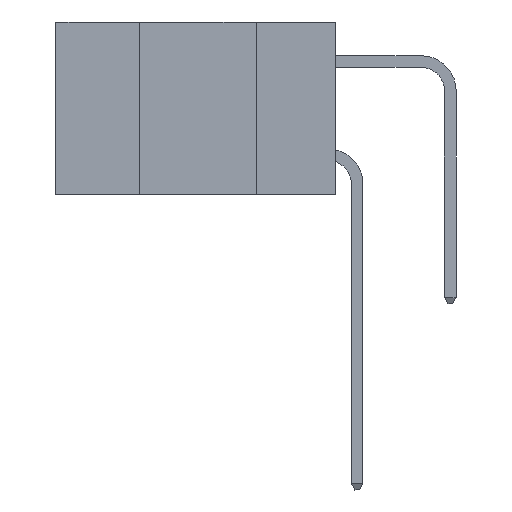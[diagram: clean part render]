
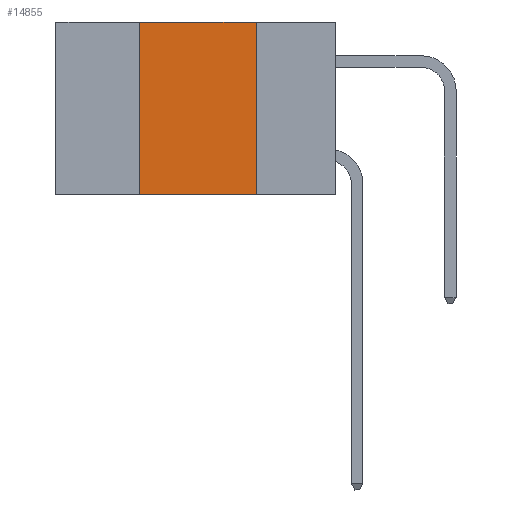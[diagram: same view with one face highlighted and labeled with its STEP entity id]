
A CAD part, left-side view. The second image highlights one B-rep face of the part: STEP entity #14855.
In plain terms, the highlighted planar face has unit normal (-1, 0, 0).
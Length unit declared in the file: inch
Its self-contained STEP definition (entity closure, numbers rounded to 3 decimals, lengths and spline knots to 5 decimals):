
#3888 = DIRECTION ( 'NONE',  ( 0., -1., 0. ) ) ;
#4131 = CARTESIAN_POINT ( 'NONE',  ( 0., 0.17, 0. ) ) ;
#4841 = DIRECTION ( 'NONE',  ( 0., 0., 1. ) ) ;
#5483 = EDGE_CURVE ( 'NONE', #29551, #18012, #25498, .T. ) ;
#5949 = CARTESIAN_POINT ( 'NONE',  ( 0., 0.42, 0. ) ) ;
#6112 = CARTESIAN_POINT ( 'NONE',  ( 0., 0.17, 0. ) ) ;
#7172 = CARTESIAN_POINT ( 'NONE',  ( 0., 0.6, 0. ) ) ;
#10640 = DIRECTION ( 'NONE',  ( 0., 0., -1. ) ) ;
#11230 = VECTOR ( 'NONE', #3888, 39.37008 ) ;
#14855 = ADVANCED_FACE ( 'NONE', ( #33249 ), #33467, .F. ) ;
#14868 = CARTESIAN_POINT ( 'NONE',  ( 0., 0.42, 0. ) ) ;
#15515 = ORIENTED_EDGE ( 'NONE', *, *, #18727, .F. ) ;
#17406 = LINE ( 'NONE', #4131, #37589 ) ;
#18012 = VERTEX_POINT ( 'NONE', #5949 ) ;
#18489 = VECTOR ( 'NONE', #4841, 39.37008 ) ;
#18727 = EDGE_CURVE ( 'NONE', #25925, #28400, #17406, .T. ) ;
#19416 = EDGE_CURVE ( 'NONE', #29551, #28400, #40228, .T. ) ;
#19439 = EDGE_CURVE ( 'NONE', #18012, #25925, #36965, .T. ) ;
#19987 = DIRECTION ( 'NONE',  ( 1., 0., 0. ) ) ;
#21603 = CARTESIAN_POINT ( 'NONE',  ( 0., 0.42, -0.37 ) ) ;
#23476 = DIRECTION ( 'NONE',  ( 0., -1., 0. ) ) ;
#25498 = LINE ( 'NONE', #14868, #18489 ) ;
#25766 = AXIS2_PLACEMENT_3D ( 'NONE', #27165, #19987, #10640 ) ;
#25925 = VERTEX_POINT ( 'NONE', #6112 ) ;
#27165 = CARTESIAN_POINT ( 'NONE',  ( 0., 0.6, 0. ) ) ;
#28400 = VERTEX_POINT ( 'NONE', #39164 ) ;
#29551 = VERTEX_POINT ( 'NONE', #21603 ) ;
#30673 = DIRECTION ( 'NONE',  ( 0., 0., -1. ) ) ;
#33249 = FACE_OUTER_BOUND ( 'NONE', #38901, .T. ) ;
#33467 = PLANE ( 'NONE',  #25766 ) ;
#33719 = ORIENTED_EDGE ( 'NONE', *, *, #19416, .T. ) ;
#34132 = CARTESIAN_POINT ( 'NONE',  ( 0., 0.6, -0.37 ) ) ;
#36210 = VECTOR ( 'NONE', #23476, 39.37008 ) ;
#36965 = LINE ( 'NONE', #7172, #11230 ) ;
#37165 = ORIENTED_EDGE ( 'NONE', *, *, #5483, .F. ) ;
#37589 = VECTOR ( 'NONE', #30673, 39.37008 ) ;
#38901 = EDGE_LOOP ( 'NONE', ( #15515, #41727, #37165, #33719 ) ) ;
#39164 = CARTESIAN_POINT ( 'NONE',  ( 0., 0.17, -0.37 ) ) ;
#40228 = LINE ( 'NONE', #34132, #36210 ) ;
#41727 = ORIENTED_EDGE ( 'NONE', *, *, #19439, .F. ) ;
